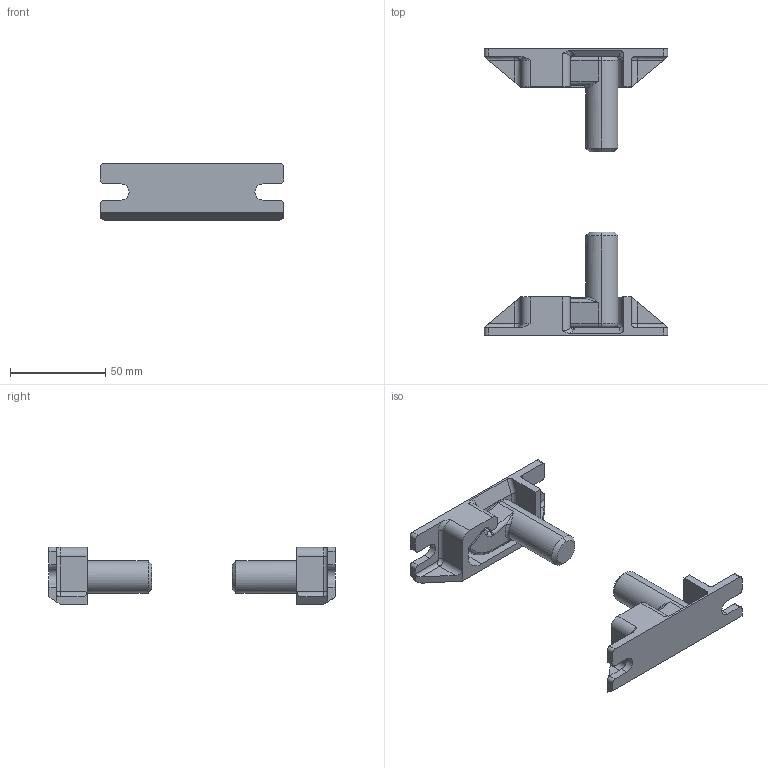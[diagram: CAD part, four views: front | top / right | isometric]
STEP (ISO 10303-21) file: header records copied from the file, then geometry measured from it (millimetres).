
FILE_DESCRIPTION (( 'STEP AP203' ), '1' );
FILE_NAME ('sone3D.STEP', '2017-09-19T07:19:09', ( '' ), ( '' ), 'SwSTEP 2.0', 'SolidWorks 2014', '' );
FILE_SCHEMA (( 'CONFIG_CONTROL_DESIGN' ));
Length unit declared in the file: millimetre
Products named in the file (5): FA-1815-S-3僼僢僋__R; FA-1815-S-3僼僢僋__L; sone3D; FA-1815-S-3僉乕僷乕__L; FA-1815-S-3僉乕僷乕__R
Assembly tree (4 placements, depth 2):
  sone3D
    FA-1815-S-3僉乕僷乕__L
    FA-1815-S-3僉乕僷乕__R
    FA-1815-S-3僼僢僋__R
    FA-1815-S-3僼僢僋__L
Bounding box: 96 x 150 x 30 mm (x, y, z)
Volume: 75738.2 mm3; surface area: 30362.9 mm2
Topology: 4 solids, 4 shells, 220 faces, 544 edges, 326 vertices
Faces by surface type: cylinder 88, plane 72, torus 46, bspline 8, cone 4, sphere 2
Entity records: 7305 total; most frequent: CARTESIAN_POINT 1567, DIRECTION 1172, ORIENTED_EDGE 1076, EDGE_CURVE 538, AXIS2_PLACEMENT_3D 451, VERTEX_POINT 326, VECTOR 270, LINE 270
